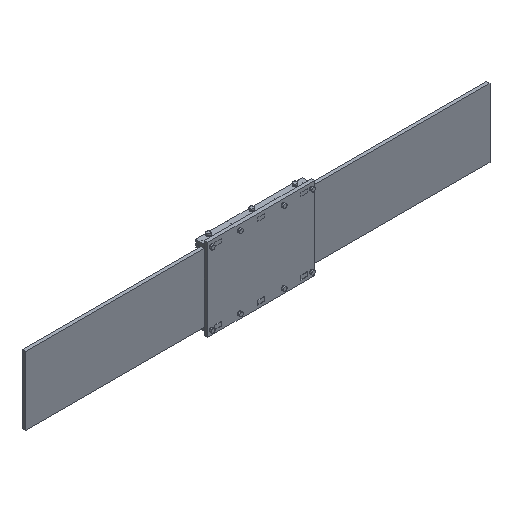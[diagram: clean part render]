
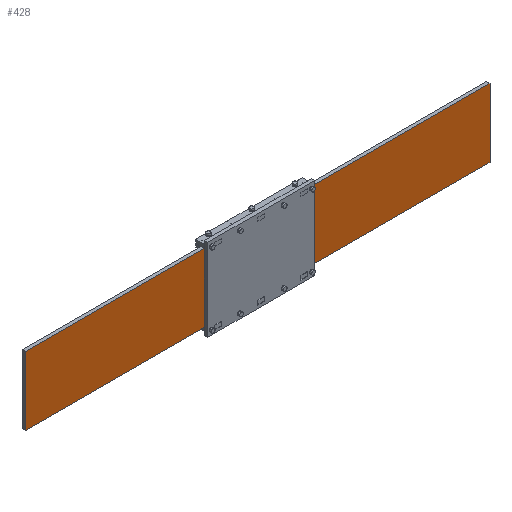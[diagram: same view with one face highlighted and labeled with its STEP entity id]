
A CAD part, isometric view. The second image highlights one B-rep face of the part: STEP entity #428.
In plain terms, the highlighted planar face has unit normal (0, -1, 0).
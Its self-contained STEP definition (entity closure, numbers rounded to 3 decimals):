
#428=ADVANCED_FACE('',(#836),#5580,.T.);
#836=FACE_OUTER_BOUND('',#1244,.T.);
#1244=EDGE_LOOP('',(#2957,#2958,#2959,#2960));
#2957=ORIENTED_EDGE('',*,*,#3809,.T.);
#2958=ORIENTED_EDGE('',*,*,#3813,.T.);
#2959=ORIENTED_EDGE('',*,*,#3816,.T.);
#2960=ORIENTED_EDGE('',*,*,#3818,.T.);
#3809=EDGE_CURVE('',#5244,#5243,#4667,.T.);
#3813=EDGE_CURVE('',#5243,#5246,#4671,.T.);
#3816=EDGE_CURVE('',#5246,#5248,#4674,.T.);
#3818=EDGE_CURVE('',#5248,#5244,#4676,.T.);
#4667=B_SPLINE_CURVE_WITH_KNOTS('',1,(#11075,#11076),.UNSPECIFIED.,.F.,
 .F.,(2,2),(0.,160.),.UNSPECIFIED.);
#4671=B_SPLINE_CURVE_WITH_KNOTS('',1,(#11083,#11084),.UNSPECIFIED.,.F.,
 .F.,(2,2),(160.,320.),.UNSPECIFIED.);
#4674=B_SPLINE_CURVE_WITH_KNOTS('',1,(#11089,#11090),.UNSPECIFIED.,.F.,
 .F.,(2,2),(320.,480.),.UNSPECIFIED.);
#4676=B_SPLINE_CURVE_WITH_KNOTS('',1,(#11093,#11094),.UNSPECIFIED.,.F.,
 .F.,(2,2),(480.,640.),.UNSPECIFIED.);
#5243=VERTEX_POINT('',#11065);
#5244=VERTEX_POINT('',#11066);
#5246=VERTEX_POINT('',#11068);
#5248=VERTEX_POINT('',#11070);
#5580=PLANE('',#5800);
#5800=AXIS2_PLACEMENT_3D('',#11062,#6003,$);
#6003=DIRECTION('',(0.,-1.,0.));
#11062=CARTESIAN_POINT('',(-343.215,0.,80.1));
#11065=CARTESIAN_POINT('',(-343.215,0.,-79.9));
#11066=CARTESIAN_POINT('',(-343.215,0.,80.1));
#11068=CARTESIAN_POINT('',(743.215,0.,-79.9));
#11070=CARTESIAN_POINT('',(743.215,0.,80.1));
#11075=CARTESIAN_POINT('',(-343.215,0.,80.1));
#11076=CARTESIAN_POINT('',(-343.215,0.,-79.9));
#11083=CARTESIAN_POINT('',(-343.215,0.,-79.9));
#11084=CARTESIAN_POINT('',(743.215,0.,-79.9));
#11089=CARTESIAN_POINT('',(743.215,0.,-79.9));
#11090=CARTESIAN_POINT('',(743.215,0.,80.1));
#11093=CARTESIAN_POINT('',(743.215,0.,80.1));
#11094=CARTESIAN_POINT('',(-343.215,0.,80.1));
